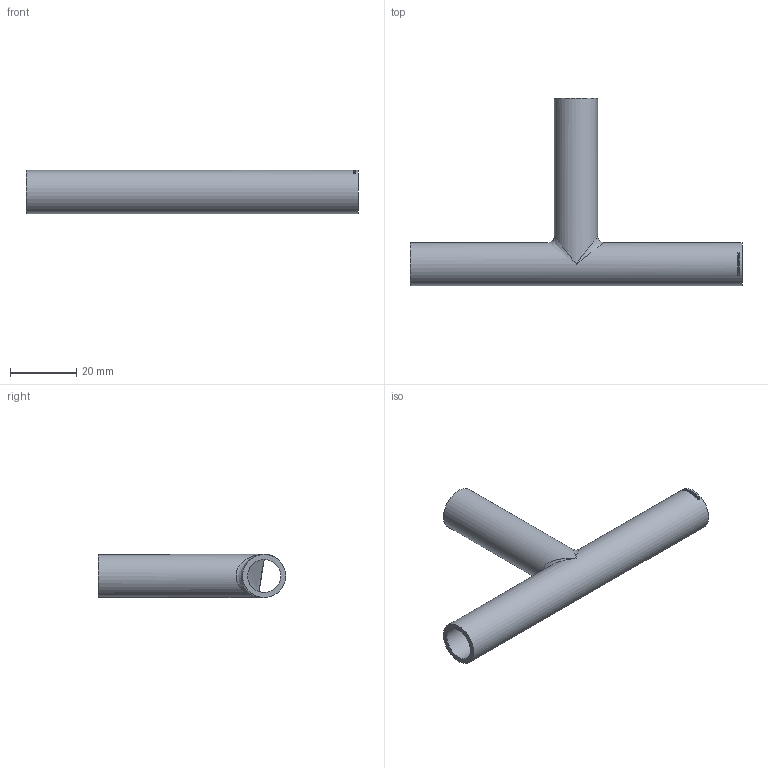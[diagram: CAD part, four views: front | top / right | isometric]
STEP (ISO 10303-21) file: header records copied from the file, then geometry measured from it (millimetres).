
FILE_DESCRIPTION (( 'STEP AP214' ), '1' );
FILE_NAME ('ORTR-013X15-x T-Stück 2004.STEP', '2020-04-06T12:03:07', ( '' ), ( '' ), 'SwSTEP 2.0', 'SolidWorks 2019', '' );
FILE_SCHEMA (( 'AUTOMOTIVE_DESIGN' ));
Length unit declared in the file: millimetre
Products named in the file (1): ORTR-013X15-x T-Stück 2004
Bounding box: 100 x 56.5 x 13 mm (x, y, z)
Volume: 7711.7 mm3; surface area: 10441.7 mm2
Topology: 1 solids, 1 shells, 178 faces, 478 edges, 310 vertices
Faces by surface type: bspline 99, plane 58, cylinder 21
Full cylindrical faces by diameter (mm): 10 x2, 13 x2
Entity records: 10757 total; most frequent: CARTESIAN_POINT 5390, ORIENTED_EDGE 928, EDGE_CURVE 464, DIRECTION 386, VERTEX_POINT 310, B_SPLINE_CURVE_WITH_KNOTS 304, EDGE_LOOP 204, FACE_OUTER_BOUND 182
